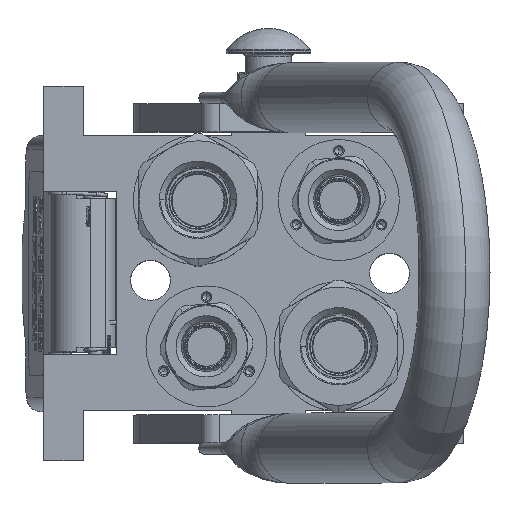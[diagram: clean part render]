
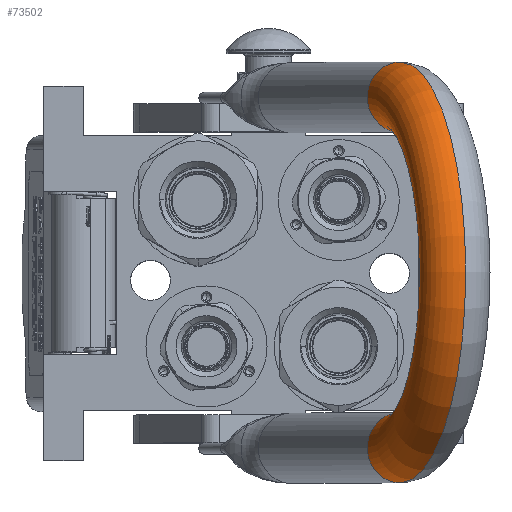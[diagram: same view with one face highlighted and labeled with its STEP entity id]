
A CAD part, top view. The second image highlights one B-rep face of the part: STEP entity #73502.
In plain terms, the highlighted toroidal (fillet/blend) face has major radius 62.25 mm and minor radius 12.5 mm.
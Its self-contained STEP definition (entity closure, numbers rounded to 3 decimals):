
#3286 = EDGE_CURVE ( 'NONE', #106045, #122094, #54557, .T. ) ;
#3662 = DIRECTION ( 'NONE',  ( 0., 1., 0. ) ) ;
#4376 = CARTESIAN_POINT ( 'NONE',  ( 62.25, 0., 125.25 ) ) ;
#11676 = FACE_OUTER_BOUND ( 'NONE', #33029, .T. ) ;
#11807 = ORIENTED_EDGE ( 'NONE', *, *, #93718, .T. ) ;
#13532 = CARTESIAN_POINT ( 'NONE',  ( 0., 0., 125.25 ) ) ;
#13982 = DIRECTION ( 'NONE',  ( 1., 0., 0. ) ) ;
#24435 = CARTESIAN_POINT ( 'NONE',  ( 0., 0., 125.25 ) ) ;
#31321 = AXIS2_PLACEMENT_3D ( 'NONE', #97146, #3662, #77425 ) ;
#33029 = EDGE_LOOP ( 'NONE', ( #11807, #80092, #59907, #109848 ) ) ;
#44222 = AXIS2_PLACEMENT_3D ( 'NONE', #13532, #66246, #13982 ) ;
#44426 = CARTESIAN_POINT ( 'NONE',  ( -62.25, 0., 125.25 ) ) ;
#46436 = DIRECTION ( 'NONE',  ( 1., 0., 0. ) ) ;
#54557 = CIRCLE ( 'NONE', #31321, 74.75 ) ;
#59438 = EDGE_CURVE ( 'NONE', #122094, #73961, #125771, .T. ) ;
#59907 = ORIENTED_EDGE ( 'NONE', *, *, #3286, .F. ) ;
#64667 = CARTESIAN_POINT ( 'NONE',  ( 74.75, 0., 125.25 ) ) ;
#66246 = DIRECTION ( 'NONE',  ( 0., 1., 0. ) ) ;
#67817 = AXIS2_PLACEMENT_3D ( 'NONE', #44426, #96737, #127602 ) ;
#73502 = ADVANCED_FACE ( 'NONE', ( #11676 ), #75621, .T. ) ;
#73961 = VERTEX_POINT ( 'NONE', #121573 ) ;
#75621 = TOROIDAL_SURFACE ( 'NONE', #44222, 62.25, 12.5 ) ;
#77425 = DIRECTION ( 'NONE',  ( -1., 0., 0. ) ) ;
#77679 = DIRECTION ( 'NONE',  ( 0., 0., -1. ) ) ;
#80092 = ORIENTED_EDGE ( 'NONE', *, *, #59438, .F. ) ;
#92729 = CARTESIAN_POINT ( 'NONE',  ( -49.75, 0., 125.25 ) ) ;
#93453 = AXIS2_PLACEMENT_3D ( 'NONE', #24435, #98261, #129107 ) ;
#93718 = EDGE_CURVE ( 'NONE', #136015, #73961, #96323, .T. ) ;
#96323 = CIRCLE ( 'NONE', #93453, 49.75 ) ;
#96737 = DIRECTION ( 'NONE',  ( 0., 0., 1. ) ) ;
#97146 = CARTESIAN_POINT ( 'NONE',  ( 0., 0., 125.25 ) ) ;
#98261 = DIRECTION ( 'NONE',  ( 0., 1., 0. ) ) ;
#106045 = VERTEX_POINT ( 'NONE', #111816 ) ;
#109848 = ORIENTED_EDGE ( 'NONE', *, *, #121974, .T. ) ;
#111816 = CARTESIAN_POINT ( 'NONE',  ( -74.75, 0., 125.25 ) ) ;
#121573 = CARTESIAN_POINT ( 'NONE',  ( 49.75, 0., 125.25 ) ) ;
#121652 = AXIS2_PLACEMENT_3D ( 'NONE', #4376, #77679, #46436 ) ;
#121974 = EDGE_CURVE ( 'NONE', #106045, #136015, #131451, .T. ) ;
#122094 = VERTEX_POINT ( 'NONE', #64667 ) ;
#125771 = CIRCLE ( 'NONE', #121652, 12.5 ) ;
#127602 = DIRECTION ( 'NONE',  ( -1., 0., 0. ) ) ;
#129107 = DIRECTION ( 'NONE',  ( -1., 0., 0. ) ) ;
#131451 = CIRCLE ( 'NONE', #67817, 12.5 ) ;
#136015 = VERTEX_POINT ( 'NONE', #92729 ) ;
